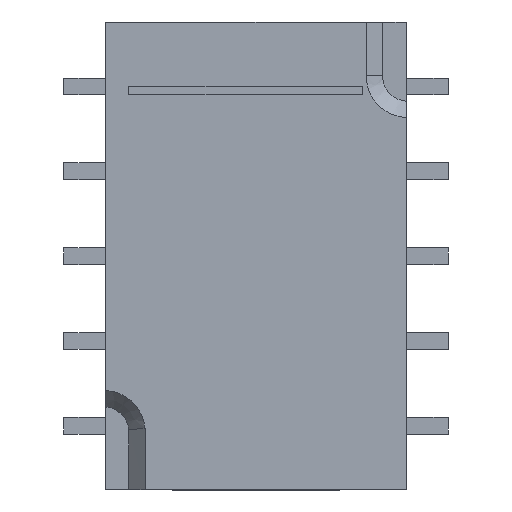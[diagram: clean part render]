
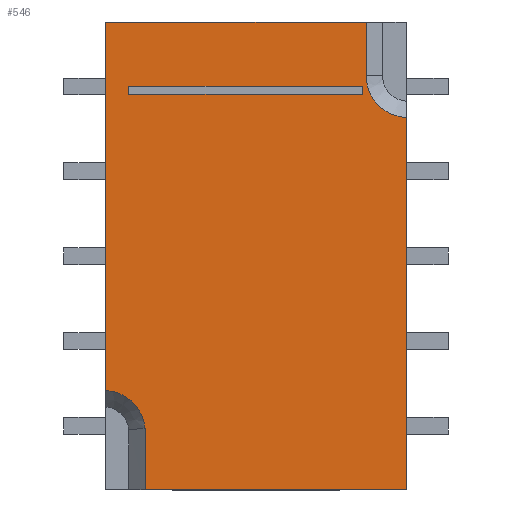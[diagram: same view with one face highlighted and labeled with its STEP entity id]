
A CAD part, top view. The second image highlights one B-rep face of the part: STEP entity #546.
In plain terms, the highlighted planar face has unit normal (0, 0, 1).
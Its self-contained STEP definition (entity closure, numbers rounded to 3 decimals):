
#12=DIRECTION('',(0.,0.,1.));
#76=DIRECTION('',(-1.,0.,0.));
#132=EDGE_CURVE('',#133,#135,#137,.T.);
#133=VERTEX_POINT('',#134);
#134=CARTESIAN_POINT('',(-3.32,-7.,5.65));
#135=VERTEX_POINT('',#136);
#136=CARTESIAN_POINT('',(4.5,-7.,5.65));
#137=LINE('',#138,#139);
#138=CARTESIAN_POINT('',(-4.5,-7.,5.65));
#139=VECTOR('',#140,1.);
#140=DIRECTION('',(1.,0.,0.));
#181=DIRECTION('',(0.,1.,0.));
#215=VECTOR('',#76,1.);
#219=VECTOR('',#181,1.);
#363=DIRECTION('',(0.,0.,-1.));
#364=DIRECTION('',(-1.,0.,0.));
#390=VECTOR('',#391,1.);
#391=DIRECTION('',(0.,-1.,0.));
#546=ADVANCED_FACE('',(#547,#594),#628,.F.);
#547=FACE_BOUND('',#548,.F.);
#548=EDGE_LOOP('',(#549,#556,#562,#569,#577,#580,#581,#587));
#549=ORIENTED_EDGE('',*,*,#550,.F.);
#550=EDGE_CURVE('',#551,#553,#555,.T.);
#551=VERTEX_POINT('',#552);
#552=CARTESIAN_POINT('',(-4.5,7.,5.65));
#553=VERTEX_POINT('',#554);
#554=CARTESIAN_POINT('',(-4.5,-4.031,5.65));
#555=LINE('',#552,#390);
#556=ORIENTED_EDGE('',*,*,#557,.F.);
#557=EDGE_CURVE('',#558,#551,#560,.T.);
#558=VERTEX_POINT('',#559);
#559=CARTESIAN_POINT('',(3.3,7.,5.65));
#560=LINE('',#561,#215);
#561=CARTESIAN_POINT('',(4.5,7.,5.65));
#562=ORIENTED_EDGE('',*,*,#563,.T.);
#563=EDGE_CURVE('',#558,#564,#566,.T.);
#564=VERTEX_POINT('',#565);
#565=CARTESIAN_POINT('',(3.3,5.398,5.65));
#566=LINE('',#559,#567);
#567=VECTOR('',#568,1.);
#568=DIRECTION('',(0.,-1.,0.));
#569=ORIENTED_EDGE('',*,*,#570,.T.);
#570=EDGE_CURVE('',#564,#571,#573,.T.);
#571=VERTEX_POINT('',#572);
#572=CARTESIAN_POINT('',(4.5,4.141,5.65));
#573=CIRCLE('',#574,1.24);
#574=AXIS2_PLACEMENT_3D('',#575,#12,#576);
#575=CARTESIAN_POINT('',(4.54,5.38,5.65));
#576=DIRECTION('',(-1.,0.024,0.));
#577=ORIENTED_EDGE('',*,*,#578,.F.);
#578=EDGE_CURVE('',#135,#571,#579,.T.);
#579=LINE('',#136,#219);
#580=ORIENTED_EDGE('',*,*,#132,.F.);
#581=ORIENTED_EDGE('',*,*,#582,.F.);
#582=EDGE_CURVE('',#583,#133,#585,.T.);
#583=VERTEX_POINT('',#584);
#584=CARTESIAN_POINT('',(-3.322,-5.162,5.65));
#585=LINE('',#586,#567);
#586=CARTESIAN_POINT('',(-3.32,-5.206,5.65));
#587=ORIENTED_EDGE('',*,*,#588,.F.);
#588=EDGE_CURVE('',#553,#583,#589,.T.);
#589=CIRCLE('',#590,1.243);
#590=AXIS2_PLACEMENT_3D('',#591,#592,#593);
#591=CARTESIAN_POINT('',(-4.56,-5.273,5.65));
#592=DIRECTION('',(0.,0.,-1.));
#593=DIRECTION('',(0.08,0.997,0.));
#594=FACE_BOUND('',#595,.F.);
#595=EDGE_LOOP('',(#596,#606,#614,#622));
#596=ORIENTED_EDGE('',*,*,#597,.F.);
#597=EDGE_CURVE('',#598,#600,#602,.T.);
#598=VERTEX_POINT('',#599);
#599=CARTESIAN_POINT('',(-3.81,4.83,5.65));
#600=VERTEX_POINT('',#601);
#601=CARTESIAN_POINT('',(-3.81,5.08,5.65));
#602=LINE('',#603,#604);
#603=CARTESIAN_POINT('',(-3.81,6.04,5.65));
#604=VECTOR('',#605,1.);
#605=DIRECTION('',(0.,1.,0.));
#606=ORIENTED_EDGE('',*,*,#607,.F.);
#607=EDGE_CURVE('',#608,#598,#610,.T.);
#608=VERTEX_POINT('',#609);
#609=CARTESIAN_POINT('',(3.19,4.83,5.65));
#610=LINE('',#611,#612);
#611=CARTESIAN_POINT('',(-4.155,4.83,5.65));
#612=VECTOR('',#613,1.);
#613=DIRECTION('',(-1.,0.,0.));
#614=ORIENTED_EDGE('',*,*,#615,.F.);
#615=EDGE_CURVE('',#616,#608,#618,.T.);
#616=VERTEX_POINT('',#617);
#617=CARTESIAN_POINT('',(3.19,5.08,5.65));
#618=LINE('',#619,#620);
#619=CARTESIAN_POINT('',(3.19,5.915,5.65));
#620=VECTOR('',#621,1.);
#621=DIRECTION('',(0.,-1.,0.));
#622=ORIENTED_EDGE('',*,*,#623,.F.);
#623=EDGE_CURVE('',#600,#616,#624,.T.);
#624=LINE('',#625,#626);
#625=CARTESIAN_POINT('',(-0.655,5.08,5.65));
#626=VECTOR('',#627,1.);
#627=DIRECTION('',(1.,0.,0.));
#628=PLANE('',#629);
#629=AXIS2_PLACEMENT_3D('',#552,#363,#364);
